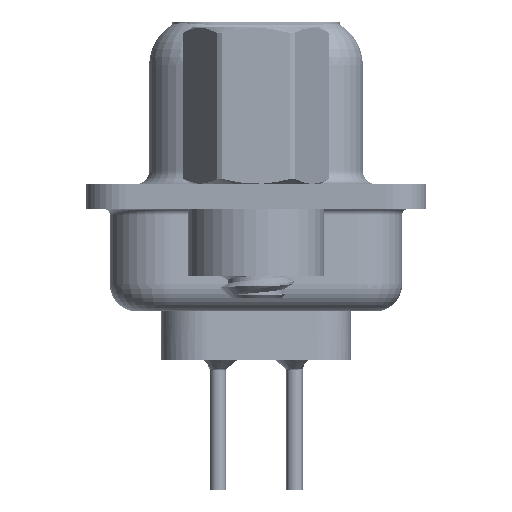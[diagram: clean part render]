
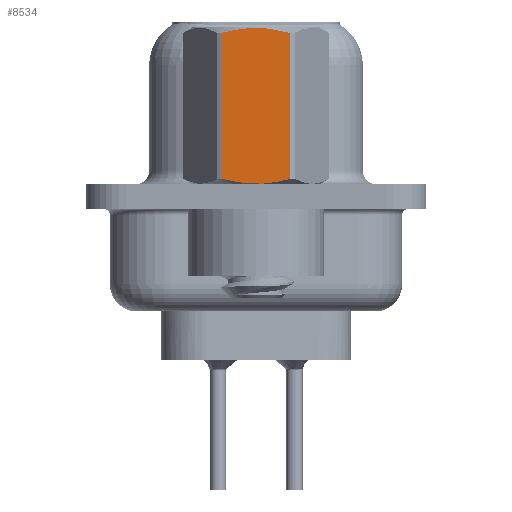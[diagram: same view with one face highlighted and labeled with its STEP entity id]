
A CAD part, left-side view. The second image highlights one B-rep face of the part: STEP entity #8534.
In plain terms, the highlighted planar face has unit normal (-1, 0, 0).
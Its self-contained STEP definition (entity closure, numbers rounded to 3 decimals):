
#90 = CARTESIAN_POINT ( 'NONE',  ( -2.381, -1.273, 0.652 ) ) ;
#329 = EDGE_LOOP ( 'NONE', ( #13916, #28555, #24224, #28971 ) ) ;
#856 = CARTESIAN_POINT ( 'NONE',  ( -2.381, -0.432, 6.215 ) ) ;
#2259 = AXIS2_PLACEMENT_3D ( 'NONE', #9733, #15469, #6910 ) ;
#2850 = CARTESIAN_POINT ( 'NONE',  ( -2.381, 1.273, 6.048 ) ) ;
#3307 = CARTESIAN_POINT ( 'NONE',  ( -2.381, -1.273, 6.048 ) ) ;
#3957 = CARTESIAN_POINT ( 'NONE',  ( -2.381, 1.273, 0.652 ) ) ;
#4153 = LINE ( 'NONE', #19747, #21856 ) ;
#4650 = DIRECTION ( 'NONE',  ( 0., 0., -1. ) ) ;
#4972 = VECTOR ( 'NONE', #18827, 1000. ) ;
#5595 = VERTEX_POINT ( 'NONE', #32376 ) ;
#5689 = CARTESIAN_POINT ( 'NONE',  ( -2.381, 1.273, 6.048 ) ) ;
#6772 = EDGE_CURVE ( 'NONE', #8377, #16157, #8686, .T. ) ;
#6910 = DIRECTION ( 'NONE',  ( 0., -1., 0. ) ) ;
#7400 = CARTESIAN_POINT ( 'NONE',  ( -2.381, -0.432, 0.485 ) ) ;
#7723 = CARTESIAN_POINT ( 'NONE',  ( -2.381, -0.858, 0.55 ) ) ;
#8191 = CARTESIAN_POINT ( 'NONE',  ( -2.381, -1.273, 3.792 ) ) ;
#8377 = VERTEX_POINT ( 'NONE', #11220 ) ;
#8534 = ADVANCED_FACE ( 'NONE', ( #12209 ), #28068, .T. ) ;
#8583 = EDGE_CURVE ( 'NONE', #16157, #22101, #27328, .T. ) ;
#8686 = LINE ( 'NONE', #8191, #4972 ) ;
#9733 = CARTESIAN_POINT ( 'NONE',  ( -2.381, 1.375, -3.75 ) ) ;
#11220 = CARTESIAN_POINT ( 'NONE',  ( -2.381, -1.273, 0.652 ) ) ;
#11891 = CARTESIAN_POINT ( 'NONE',  ( -2.381, 0.853, 0.549 ) ) ;
#12209 = FACE_OUTER_BOUND ( 'NONE', #329, .T. ) ;
#12861 = CARTESIAN_POINT ( 'NONE',  ( -2.381, -1.066, 0.596 ) ) ;
#13142 = CARTESIAN_POINT ( 'NONE',  ( -2.381, -0.858, 6.15 ) ) ;
#13311 = CARTESIAN_POINT ( 'NONE',  ( -2.381, -1.066, 6.104 ) ) ;
#13916 = ORIENTED_EDGE ( 'NONE', *, *, #17511, .T. ) ;
#14052 = CARTESIAN_POINT ( 'NONE',  ( -2.381, 1.065, 0.596 ) ) ;
#15469 = DIRECTION ( 'NONE',  ( -1., 0., 0. ) ) ;
#15640 = CARTESIAN_POINT ( 'NONE',  ( -2.381, -1.273, 6.048 ) ) ;
#16157 = VERTEX_POINT ( 'NONE', #3307 ) ;
#16929 = EDGE_CURVE ( 'NONE', #22101, #5595, #4153, .T. ) ;
#17511 = EDGE_CURVE ( 'NONE', #5595, #8377, #25740, .T. ) ;
#18471 = CARTESIAN_POINT ( 'NONE',  ( -2.381, 0.215, 6.232 ) ) ;
#18827 = DIRECTION ( 'NONE',  ( 0., 0., 1. ) ) ;
#19747 = CARTESIAN_POINT ( 'NONE',  ( -2.381, 1.273, 3.792 ) ) ;
#21856 = VECTOR ( 'NONE', #4650, 1000. ) ;
#22037 = CARTESIAN_POINT ( 'NONE',  ( -2.381, 0.428, 0.485 ) ) ;
#22101 = VERTEX_POINT ( 'NONE', #2850 ) ;
#22831 = CARTESIAN_POINT ( 'NONE',  ( -2.381, -0.215, 0.468 ) ) ;
#23271 = CARTESIAN_POINT ( 'NONE',  ( -2.381, 0.428, 6.215 ) ) ;
#24224 = ORIENTED_EDGE ( 'NONE', *, *, #8583, .T. ) ;
#25740 = B_SPLINE_CURVE_WITH_KNOTS ( 'NONE', 3,
 ( #3957, #14052, #11891, #22037, #32116, #22831, #7400, #7723, #12861, #90 ),
 .UNSPECIFIED., .F., .F.,
 ( 4, 2, 2, 2, 4 ),
 ( 0.003, 0.003, 0.004, 0.004, 0.005 ),
 .UNSPECIFIED. ) ;
#25748 = CARTESIAN_POINT ( 'NONE',  ( -2.381, -0.215, 6.232 ) ) ;
#27328 = B_SPLINE_CURVE_WITH_KNOTS ( 'NONE', 3,
 ( #15640, #13311, #13142, #856, #25748, #18471, #23271, #28577, #28408, #5689 ),
 .UNSPECIFIED., .F., .F.,
 ( 4, 2, 2, 2, 4 ),
 ( 0.001, 0.002, 0.002, 0.003, 0.004 ),
 .UNSPECIFIED. ) ;
#28068 = PLANE ( 'NONE',  #2259 ) ;
#28408 = CARTESIAN_POINT ( 'NONE',  ( -2.381, 1.065, 6.104 ) ) ;
#28555 = ORIENTED_EDGE ( 'NONE', *, *, #6772, .T. ) ;
#28577 = CARTESIAN_POINT ( 'NONE',  ( -2.381, 0.853, 6.151 ) ) ;
#28971 = ORIENTED_EDGE ( 'NONE', *, *, #16929, .T. ) ;
#32116 = CARTESIAN_POINT ( 'NONE',  ( -2.381, 0.215, 0.468 ) ) ;
#32376 = CARTESIAN_POINT ( 'NONE',  ( -2.381, 1.273, 0.652 ) ) ;
